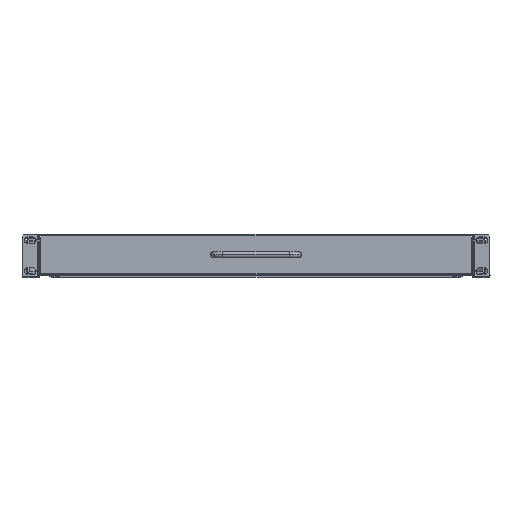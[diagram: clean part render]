
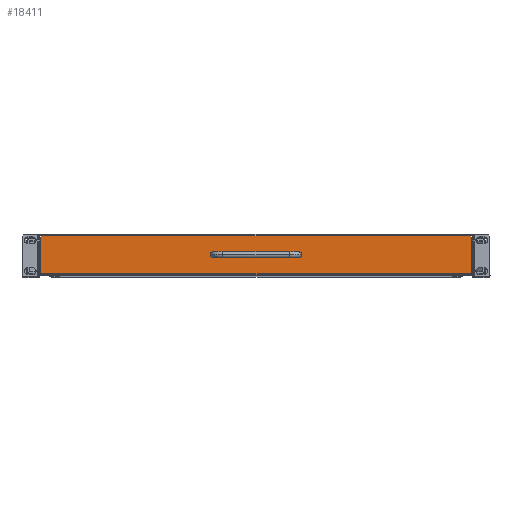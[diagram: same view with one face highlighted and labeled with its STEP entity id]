
A CAD part, top view. The second image highlights one B-rep face of the part: STEP entity #18411.
In plain terms, the highlighted planar face has unit normal (0, 0, 1).
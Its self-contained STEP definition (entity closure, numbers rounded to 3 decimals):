
#63 = VERTEX_POINT ( 'NONE', #14891 ) ;
#249 = DIRECTION ( 'NONE',  ( 1., 0., 0. ) ) ;
#785 = ORIENTED_EDGE ( 'NONE', *, *, #14205, .F. ) ;
#819 = AXIS2_PLACEMENT_3D ( 'NONE', #19321, #5251, #8461 ) ;
#1117 = VERTEX_POINT ( 'NONE', #2009 ) ;
#1594 = EDGE_CURVE ( 'NONE', #8831, #15508, #3590, .T. ) ;
#1801 = FACE_OUTER_BOUND ( 'NONE', #9963, .T. ) ;
#2009 = CARTESIAN_POINT ( 'NONE',  ( -221.5, 41., 20. ) ) ;
#2621 = ORIENTED_EDGE ( 'NONE', *, *, #1594, .F. ) ;
#2914 = VERTEX_POINT ( 'NONE', #15930 ) ;
#2985 = DIRECTION ( 'NONE',  ( 1., 0., 0. ) ) ;
#3096 = CARTESIAN_POINT ( 'NONE',  ( -221.5, 2., 20. ) ) ;
#3232 = EDGE_LOOP ( 'NONE', ( #2621, #16051 ) ) ;
#3590 = CIRCLE ( 'NONE', #9095, 2.248 ) ;
#3655 = VECTOR ( 'NONE', #12060, 1000. ) ;
#4477 = VERTEX_POINT ( 'NONE', #12536 ) ;
#4612 = DIRECTION ( 'NONE',  ( 0., 1., 0. ) ) ;
#5118 = LINE ( 'NONE', #8770, #3655 ) ;
#5251 = DIRECTION ( 'NONE',  ( 0., 0., 1. ) ) ;
#5428 = DIRECTION ( 'NONE',  ( -1., 0., 0. ) ) ;
#5844 = CARTESIAN_POINT ( 'NONE',  ( 221.5, 41., 20. ) ) ;
#6069 = AXIS2_PLACEMENT_3D ( 'NONE', #15953, #8108, #15748 ) ;
#6115 = CARTESIAN_POINT ( 'NONE',  ( 41.752, 21.5, 20. ) ) ;
#6980 = PLANE ( 'NONE',  #19049 ) ;
#7061 = DIRECTION ( 'NONE',  ( 0., 1., 0. ) ) ;
#7660 = VERTEX_POINT ( 'NONE', #14287 ) ;
#8108 = DIRECTION ( 'NONE',  ( 0., 0., 1. ) ) ;
#8461 = DIRECTION ( 'NONE',  ( 1., 0., 0. ) ) ;
#8551 = DIRECTION ( 'NONE',  ( 0., 0., -1. ) ) ;
#8601 = EDGE_CURVE ( 'NONE', #15508, #8831, #12490, .T. ) ;
#8770 = CARTESIAN_POINT ( 'NONE',  ( -212.5, 2., 20. ) ) ;
#8796 = EDGE_CURVE ( 'NONE', #2914, #7660, #16927, .T. ) ;
#8831 = VERTEX_POINT ( 'NONE', #9784 ) ;
#8847 = LINE ( 'NONE', #14838, #14516 ) ;
#9095 = AXIS2_PLACEMENT_3D ( 'NONE', #11186, #14426, #249 ) ;
#9784 = CARTESIAN_POINT ( 'NONE',  ( 46.248, 21.5, 20. ) ) ;
#9799 = EDGE_CURVE ( 'NONE', #63, #1117, #19870, .T. ) ;
#9963 = EDGE_LOOP ( 'NONE', ( #17849, #10765, #11402, #12901 ) ) ;
#10162 = EDGE_CURVE ( 'NONE', #4477, #63, #5118, .T. ) ;
#10165 = CARTESIAN_POINT ( 'NONE',  ( 221.5, 2., 20. ) ) ;
#10765 = ORIENTED_EDGE ( 'NONE', *, *, #9799, .F. ) ;
#10955 = ORIENTED_EDGE ( 'NONE', *, *, #8796, .F. ) ;
#11057 = VECTOR ( 'NONE', #7061, 1000. ) ;
#11186 = CARTESIAN_POINT ( 'NONE',  ( 44., 21.5, 20. ) ) ;
#11402 = ORIENTED_EDGE ( 'NONE', *, *, #10162, .F. ) ;
#11767 = EDGE_LOOP ( 'NONE', ( #785, #10955 ) ) ;
#12004 = VECTOR ( 'NONE', #4612, 1000. ) ;
#12060 = DIRECTION ( 'NONE',  ( -1., 0., 0. ) ) ;
#12395 = DIRECTION ( 'NONE',  ( 0., 0., 1. ) ) ;
#12490 = CIRCLE ( 'NONE', #12772, 2.248 ) ;
#12536 = CARTESIAN_POINT ( 'NONE',  ( 221.5, 2., 20. ) ) ;
#12772 = AXIS2_PLACEMENT_3D ( 'NONE', #15422, #12395, #2985 ) ;
#12901 = ORIENTED_EDGE ( 'NONE', *, *, #14821, .T. ) ;
#13855 = FACE_BOUND ( 'NONE', #11767, .T. ) ;
#14205 = EDGE_CURVE ( 'NONE', #7660, #2914, #19451, .T. ) ;
#14287 = CARTESIAN_POINT ( 'NONE',  ( -41.752, 21.5, 20. ) ) ;
#14426 = DIRECTION ( 'NONE',  ( 0., 0., 1. ) ) ;
#14516 = VECTOR ( 'NONE', #5428, 1000. ) ;
#14797 = EDGE_CURVE ( 'NONE', #18042, #1117, #8847, .T. ) ;
#14821 = EDGE_CURVE ( 'NONE', #4477, #18042, #16718, .T. ) ;
#14838 = CARTESIAN_POINT ( 'NONE',  ( 212.5, 41., 20. ) ) ;
#14883 = DIRECTION ( 'NONE',  ( -1., 0., 0. ) ) ;
#14891 = CARTESIAN_POINT ( 'NONE',  ( -221.5, 2., 20. ) ) ;
#15422 = CARTESIAN_POINT ( 'NONE',  ( 44., 21.5, 20. ) ) ;
#15508 = VERTEX_POINT ( 'NONE', #6115 ) ;
#15748 = DIRECTION ( 'NONE',  ( 1., 0., 0. ) ) ;
#15930 = CARTESIAN_POINT ( 'NONE',  ( -46.248, 21.5, 20. ) ) ;
#15953 = CARTESIAN_POINT ( 'NONE',  ( -44., 21.5, 20. ) ) ;
#16051 = ORIENTED_EDGE ( 'NONE', *, *, #8601, .F. ) ;
#16718 = LINE ( 'NONE', #10165, #11057 ) ;
#16927 = CIRCLE ( 'NONE', #6069, 2.248 ) ;
#17849 = ORIENTED_EDGE ( 'NONE', *, *, #14797, .T. ) ;
#18042 = VERTEX_POINT ( 'NONE', #5844 ) ;
#18411 = ADVANCED_FACE ( 'NONE', ( #1801, #13855, #19484 ), #6980, .F. ) ;
#19049 = AXIS2_PLACEMENT_3D ( 'NONE', #19550, #8551, #14883 ) ;
#19321 = CARTESIAN_POINT ( 'NONE',  ( -44., 21.5, 20. ) ) ;
#19451 = CIRCLE ( 'NONE', #819, 2.248 ) ;
#19484 = FACE_BOUND ( 'NONE', #3232, .T. ) ;
#19550 = CARTESIAN_POINT ( 'NONE',  ( 212.5, 1.5, 20. ) ) ;
#19870 = LINE ( 'NONE', #3096, #12004 ) ;
